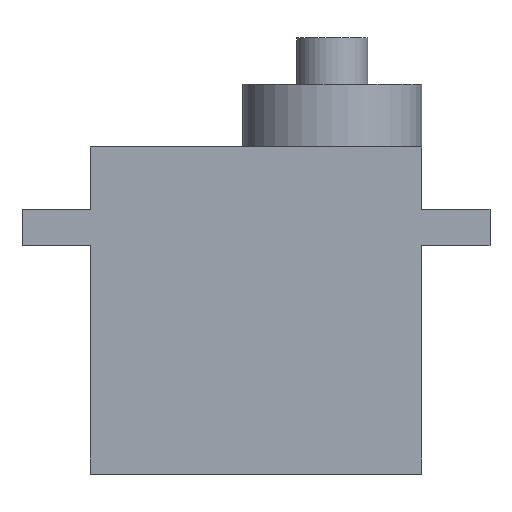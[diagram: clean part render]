
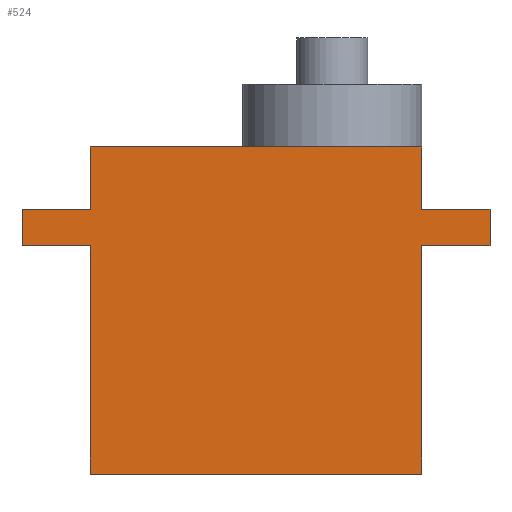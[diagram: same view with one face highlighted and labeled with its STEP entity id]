
A CAD part, front view. The second image highlights one B-rep face of the part: STEP entity #524.
In plain terms, the highlighted planar face has unit normal (0, -1, 0).
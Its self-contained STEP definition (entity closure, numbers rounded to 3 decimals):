
#58=FACE_OUTER_BOUND('',#87,.T.);
#87=EDGE_LOOP('',(#460,#461,#462,#463,#464,#465,#466,#467,#468,#469,#470,
#471,#472));
#105=LINE('',#766,#166);
#110=LINE('',#775,#171);
#112=LINE('',#780,#173);
#117=LINE('',#789,#178);
#122=LINE('',#816,#183);
#126=LINE('',#823,#187);
#131=LINE('',#833,#192);
#134=LINE('',#839,#195);
#135=LINE('',#841,#196);
#141=LINE('',#852,#202);
#143=LINE('',#855,#204);
#144=LINE('',#858,#205);
#147=LINE('',#863,#208);
#166=VECTOR('',#619,10.);
#171=VECTOR('',#626,10.);
#173=VECTOR('',#630,10.);
#178=VECTOR('',#637,10.);
#183=VECTOR('',#668,10.);
#187=VECTOR('',#674,10.);
#192=VECTOR('',#683,10.);
#195=VECTOR('',#688,10.);
#196=VECTOR('',#691,10.);
#202=VECTOR('',#701,10.);
#204=VECTOR('',#705,10.);
#205=VECTOR('',#708,10.);
#208=VECTOR('',#713,10.);
#226=VERTEX_POINT('',#763);
#227=VERTEX_POINT('',#765);
#230=VERTEX_POINT('',#773);
#231=VERTEX_POINT('',#777);
#232=VERTEX_POINT('',#779);
#235=VERTEX_POINT('',#787);
#240=VERTEX_POINT('',#802);
#244=VERTEX_POINT('',#815);
#246=VERTEX_POINT('',#821);
#249=VERTEX_POINT('',#831);
#251=VERTEX_POINT('',#837);
#254=VERTEX_POINT('',#850);
#255=VERTEX_POINT('',#857);
#278=EDGE_CURVE('',#227,#226,#105,.T.);
#283=EDGE_CURVE('',#226,#230,#110,.T.);
#285=EDGE_CURVE('',#231,#232,#112,.T.);
#290=EDGE_CURVE('',#235,#231,#117,.T.);
#302=EDGE_CURVE('',#244,#240,#122,.T.);
#306=EDGE_CURVE('',#240,#246,#126,.T.);
#311=EDGE_CURVE('',#230,#249,#131,.T.);
#314=EDGE_CURVE('',#251,#249,#134,.T.);
#315=EDGE_CURVE('',#227,#246,#135,.T.);
#321=EDGE_CURVE('',#254,#235,#141,.T.);
#323=EDGE_CURVE('',#254,#244,#143,.T.);
#324=EDGE_CURVE('',#255,#232,#144,.T.);
#327=EDGE_CURVE('',#255,#251,#147,.T.);
#460=ORIENTED_EDGE('',*,*,#324,.T.);
#461=ORIENTED_EDGE('',*,*,#285,.F.);
#462=ORIENTED_EDGE('',*,*,#290,.F.);
#463=ORIENTED_EDGE('',*,*,#321,.F.);
#464=ORIENTED_EDGE('',*,*,#323,.T.);
#465=ORIENTED_EDGE('',*,*,#302,.T.);
#466=ORIENTED_EDGE('',*,*,#306,.T.);
#467=ORIENTED_EDGE('',*,*,#315,.F.);
#468=ORIENTED_EDGE('',*,*,#278,.T.);
#469=ORIENTED_EDGE('',*,*,#283,.T.);
#470=ORIENTED_EDGE('',*,*,#311,.T.);
#471=ORIENTED_EDGE('',*,*,#314,.F.);
#472=ORIENTED_EDGE('',*,*,#327,.F.);
#496=PLANE('',#577);
#524=ADVANCED_FACE('',(#58),#496,.T.);
#577=AXIS2_PLACEMENT_3D('',#866,#717,#718);
#619=DIRECTION('',(-1.,0.,0.));
#626=DIRECTION('',(0.,0.,-1.));
#630=DIRECTION('',(-1.,0.,0.));
#637=DIRECTION('',(0.,0.,-1.));
#668=DIRECTION('',(-1.,0.,0.));
#674=DIRECTION('',(-1.,0.,0.));
#683=DIRECTION('',(1.,0.,0.));
#688=DIRECTION('',(0.,0.,1.));
#691=DIRECTION('',(0.,0.,1.));
#701=DIRECTION('',(1.,0.,0.));
#705=DIRECTION('',(0.,0.,1.));
#708=DIRECTION('',(0.,0.,1.));
#713=DIRECTION('',(-1.,0.,0.));
#717=DIRECTION('center_axis',(0.,-1.,0.));
#718=DIRECTION('ref_axis',(0.,0.,1.));
#763=CARTESIAN_POINT('',(1.45,140.,65.7));
#765=CARTESIAN_POINT('',(6.15,140.,65.7));
#766=CARTESIAN_POINT('',(6.15,140.,65.7));
#773=CARTESIAN_POINT('',(1.45,140.,63.2));
#775=CARTESIAN_POINT('',(1.45,140.,65.7));
#777=CARTESIAN_POINT('',(33.65,140.,63.2));
#779=CARTESIAN_POINT('',(28.95,140.,63.2));
#780=CARTESIAN_POINT('',(33.65,140.,63.2));
#787=CARTESIAN_POINT('',(33.65,140.,65.7));
#789=CARTESIAN_POINT('',(33.65,140.,65.7));
#802=CARTESIAN_POINT('',(22.8,140.,70.));
#815=CARTESIAN_POINT('',(28.95,140.,70.));
#816=CARTESIAN_POINT('',(28.95,140.,70.));
#821=CARTESIAN_POINT('',(6.15,140.,70.));
#823=CARTESIAN_POINT('',(28.95,140.,70.));
#831=CARTESIAN_POINT('',(6.15,140.,63.2));
#833=CARTESIAN_POINT('',(1.45,140.,63.2));
#837=CARTESIAN_POINT('',(6.15,140.,47.5));
#839=CARTESIAN_POINT('',(6.15,140.,47.5));
#841=CARTESIAN_POINT('',(6.15,140.,47.5));
#850=CARTESIAN_POINT('',(28.95,140.,65.7));
#852=CARTESIAN_POINT('',(28.95,140.,65.7));
#855=CARTESIAN_POINT('',(28.95,140.,47.5));
#857=CARTESIAN_POINT('',(28.95,140.,47.5));
#858=CARTESIAN_POINT('',(28.95,140.,47.5));
#863=CARTESIAN_POINT('',(28.95,140.,47.5));
#866=CARTESIAN_POINT('Origin',(28.95,140.,47.5));
